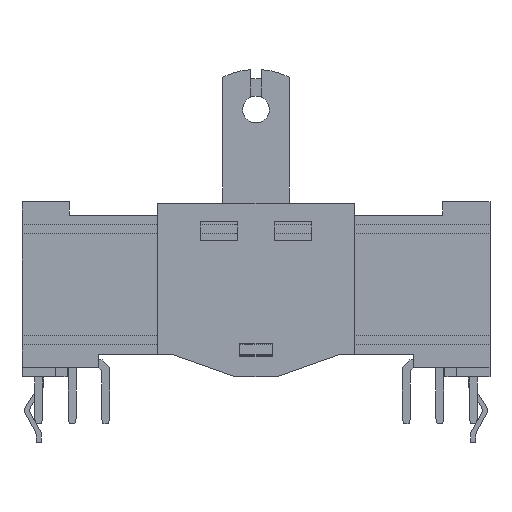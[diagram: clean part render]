
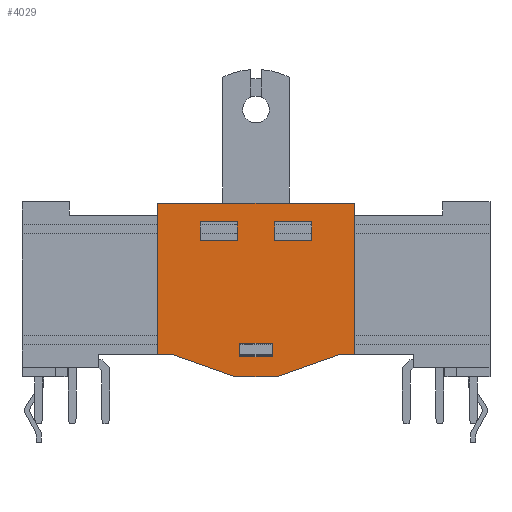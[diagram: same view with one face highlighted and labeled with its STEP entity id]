
A CAD part, front view. The second image highlights one B-rep face of the part: STEP entity #4029.
In plain terms, the highlighted planar face has unit normal (0, -1, 0).
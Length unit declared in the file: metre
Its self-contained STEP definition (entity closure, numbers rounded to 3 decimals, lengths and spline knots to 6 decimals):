
#142=ORIENTED_EDGE('',*,*,#1291,.T.);
#143=ORIENTED_EDGE('',*,*,#1292,.T.);
#144=ORIENTED_EDGE('',*,*,#1293,.F.);
#145=ORIENTED_EDGE('',*,*,#1294,.F.);
#146=ORIENTED_EDGE('',*,*,#1295,.F.);
#147=ORIENTED_EDGE('',*,*,#1296,.F.);
#148=ORIENTED_EDGE('',*,*,#1297,.T.);
#149=ORIENTED_EDGE('',*,*,#1298,.T.);
#150=ORIENTED_EDGE('',*,*,#1299,.T.);
#151=ORIENTED_EDGE('',*,*,#1300,.T.);
#152=ORIENTED_EDGE('',*,*,#1301,.T.);
#153=ORIENTED_EDGE('',*,*,#1302,.F.);
#154=ORIENTED_EDGE('',*,*,#1303,.T.);
#155=ORIENTED_EDGE('',*,*,#1304,.T.);
#156=ORIENTED_EDGE('',*,*,#1305,.F.);
#157=ORIENTED_EDGE('',*,*,#1306,.T.);
#158=ORIENTED_EDGE('',*,*,#1307,.T.);
#159=ORIENTED_EDGE('',*,*,#1308,.T.);
#160=ORIENTED_EDGE('',*,*,#1309,.F.);
#161=ORIENTED_EDGE('',*,*,#1310,.F.);
#1291=EDGE_CURVE('',#1862,#1863,#2249,.T.);
#1292=EDGE_CURVE('',#1863,#1864,#2250,.T.);
#1293=EDGE_CURVE('',#1865,#1864,#2251,.T.);
#1294=EDGE_CURVE('',#1862,#1865,#2252,.T.);
#1295=EDGE_CURVE('',#1866,#1867,#2253,.T.);
#1296=EDGE_CURVE('',#1868,#1866,#2254,.T.);
#1297=EDGE_CURVE('',#1868,#1869,#2255,.T.);
#1298=EDGE_CURVE('',#1869,#1867,#2256,.T.);
#1299=EDGE_CURVE('',#1870,#1871,#2257,.T.);
#1300=EDGE_CURVE('',#1871,#1872,#2258,.T.);
#1301=EDGE_CURVE('',#1872,#1873,#2259,.T.);
#1302=EDGE_CURVE('',#1874,#1873,#2260,.T.);
#1303=EDGE_CURVE('',#1874,#1875,#2261,.T.);
#1304=EDGE_CURVE('',#1875,#1876,#2262,.T.);
#1305=EDGE_CURVE('',#1877,#1876,#2263,.T.);
#1306=EDGE_CURVE('',#1877,#1870,#2264,.T.);
#1307=EDGE_CURVE('',#1878,#1879,#2265,.T.);
#1308=EDGE_CURVE('',#1879,#1880,#2266,.T.);
#1309=EDGE_CURVE('',#1881,#1880,#2267,.T.);
#1310=EDGE_CURVE('',#1878,#1881,#2268,.T.);
#1862=VERTEX_POINT('',#6475);
#1863=VERTEX_POINT('',#6476);
#1864=VERTEX_POINT('',#6478);
#1865=VERTEX_POINT('',#6480);
#1866=VERTEX_POINT('',#6483);
#1867=VERTEX_POINT('',#6484);
#1868=VERTEX_POINT('',#6486);
#1869=VERTEX_POINT('',#6488);
#1870=VERTEX_POINT('',#6491);
#1871=VERTEX_POINT('',#6492);
#1872=VERTEX_POINT('',#6494);
#1873=VERTEX_POINT('',#6496);
#1874=VERTEX_POINT('',#6498);
#1875=VERTEX_POINT('',#6500);
#1876=VERTEX_POINT('',#6502);
#1877=VERTEX_POINT('',#6504);
#1878=VERTEX_POINT('',#6507);
#1879=VERTEX_POINT('',#6508);
#1880=VERTEX_POINT('',#6510);
#1881=VERTEX_POINT('',#6512);
#2249=LINE('',#6474,#2795);
#2250=LINE('',#6477,#2796);
#2251=LINE('',#6479,#2797);
#2252=LINE('',#6481,#2798);
#2253=LINE('',#6482,#2799);
#2254=LINE('',#6485,#2800);
#2255=LINE('',#6487,#2801);
#2256=LINE('',#6489,#2802);
#2257=LINE('',#6490,#2803);
#2258=LINE('',#6493,#2804);
#2259=LINE('',#6495,#2805);
#2260=LINE('',#6497,#2806);
#2261=LINE('',#6499,#2807);
#2262=LINE('',#6501,#2808);
#2263=LINE('',#6503,#2809);
#2264=LINE('',#6505,#2810);
#2265=LINE('',#6506,#2811);
#2266=LINE('',#6509,#2812);
#2267=LINE('',#6511,#2813);
#2268=LINE('',#6513,#2814);
#2795=VECTOR('',#5409,1.);
#2796=VECTOR('',#5410,1.);
#2797=VECTOR('',#5411,1.);
#2798=VECTOR('',#5412,1.);
#2799=VECTOR('',#5413,1.);
#2800=VECTOR('',#5414,1.);
#2801=VECTOR('',#5415,1.);
#2802=VECTOR('',#5416,1.);
#2803=VECTOR('',#5417,1.);
#2804=VECTOR('',#5418,1.);
#2805=VECTOR('',#5419,1.);
#2806=VECTOR('',#5420,1.);
#2807=VECTOR('',#5421,1.);
#2808=VECTOR('',#5422,1.);
#2809=VECTOR('',#5423,1.);
#2810=VECTOR('',#5424,1.);
#2811=VECTOR('',#5425,1.);
#2812=VECTOR('',#5426,1.);
#2813=VECTOR('',#5427,1.);
#2814=VECTOR('',#5428,1.);
#3283=EDGE_LOOP('',(#142,#143,#144,#145));
#3284=EDGE_LOOP('',(#146,#147,#148,#149));
#3285=EDGE_LOOP('',(#150,#151,#152,#153,#154,#155,#156,#157));
#3286=EDGE_LOOP('',(#158,#159,#160,#161));
#3493=FACE_BOUND('',#3283,.T.);
#3494=FACE_BOUND('',#3284,.T.);
#3495=FACE_BOUND('',#3285,.T.);
#3496=FACE_BOUND('',#3286,.T.);
#3703=PLANE('',#5097);
#4029=ADVANCED_FACE('',(#3493,#3494,#3495,#3496),#3703,.F.);
#5097=AXIS2_PLACEMENT_3D('',#6473,#5407,#5408);
#5407=DIRECTION('',(0.,1.,0.));
#5408=DIRECTION('',(0.,0.,1.));
#5409=DIRECTION('',(1.,0.,0.));
#5410=DIRECTION('',(0.,0.,-1.));
#5411=DIRECTION('',(1.,0.,0.));
#5412=DIRECTION('',(0.,0.,-1.));
#5413=DIRECTION('',(0.,0.,-1.));
#5414=DIRECTION('',(-1.,0.,0.));
#5415=DIRECTION('',(0.,0.,-1.));
#5416=DIRECTION('',(-1.,0.,0.));
#5417=DIRECTION('',(0.,0.,-1.));
#5418=DIRECTION('',(1.,0.,0.));
#5419=DIRECTION('',(0.944,0.,-0.331));
#5420=DIRECTION('',(-1.,0.,0.));
#5421=DIRECTION('',(0.944,0.,0.331));
#5422=DIRECTION('',(1.,0.,0.));
#5423=DIRECTION('',(0.,0.,-1.));
#5424=DIRECTION('',(-1.,0.,0.));
#5425=DIRECTION('',(1.,0.,0.));
#5426=DIRECTION('',(0.,0.,-1.));
#5427=DIRECTION('',(1.,0.,0.));
#5428=DIRECTION('',(0.,0.,-1.));
#6473=CARTESIAN_POINT('',(0.00735,-0.0045,-0.0004));
#6474=CARTESIAN_POINT('',(-0.000605,-0.0045,-0.0044));
#6475=CARTESIAN_POINT('',(-0.00121,-0.0045,-0.0044));
#6476=CARTESIAN_POINT('',(0.00121,-0.0045,-0.0044));
#6477=CARTESIAN_POINT('',(0.00121,-0.0045,-0.0049));
#6478=CARTESIAN_POINT('',(0.00121,-0.0045,-0.0054));
#6479=CARTESIAN_POINT('',(-0.000605,-0.0045,-0.0054));
#6480=CARTESIAN_POINT('',(-0.00121,-0.0045,-0.0054));
#6481=CARTESIAN_POINT('',(-0.00121,-0.0045,-0.0049));
#6482=CARTESIAN_POINT('',(0.0014,-0.0045,0.004));
#6483=CARTESIAN_POINT('',(0.0014,-0.0045,0.0047));
#6484=CARTESIAN_POINT('',(0.0014,-0.0045,0.0033));
#6485=CARTESIAN_POINT('',(0.00279,-0.0045,0.0047));
#6486=CARTESIAN_POINT('',(0.00418,-0.0045,0.0047));
#6487=CARTESIAN_POINT('',(0.00418,-0.0045,0.004));
#6488=CARTESIAN_POINT('',(0.00418,-0.0045,0.0033));
#6489=CARTESIAN_POINT('',(0.00279,-0.0045,0.0033));
#6490=CARTESIAN_POINT('',(-0.00735,-0.0045,-0.0004));
#6491=CARTESIAN_POINT('',(-0.00735,-0.0045,0.0061));
#6492=CARTESIAN_POINT('',(-0.00735,-0.0045,-0.0052));
#6493=CARTESIAN_POINT('',(-0.00685,-0.0045,-0.0052));
#6494=CARTESIAN_POINT('',(-0.00635,-0.0045,-0.0052));
#6495=CARTESIAN_POINT('',(-0.003925,-0.0045,-0.00605));
#6496=CARTESIAN_POINT('',(-0.0015,-0.0045,-0.0069));
#6497=CARTESIAN_POINT('',(0.00735,-0.0045,-0.0069));
#6498=CARTESIAN_POINT('',(0.0015,-0.0045,-0.0069));
#6499=CARTESIAN_POINT('',(0.003925,-0.0045,-0.00605));
#6500=CARTESIAN_POINT('',(0.00635,-0.0045,-0.0052));
#6501=CARTESIAN_POINT('',(0.00685,-0.0045,-0.0052));
#6502=CARTESIAN_POINT('',(0.00735,-0.0045,-0.0052));
#6503=CARTESIAN_POINT('',(0.00735,-0.0045,-0.0004));
#6504=CARTESIAN_POINT('',(0.00735,-0.0045,0.0061));
#6505=CARTESIAN_POINT('',(0.00735,-0.0045,0.0061));
#6506=CARTESIAN_POINT('',(-0.00279,-0.0045,0.0047));
#6507=CARTESIAN_POINT('',(-0.00418,-0.0045,0.0047));
#6508=CARTESIAN_POINT('',(-0.0014,-0.0045,0.0047));
#6509=CARTESIAN_POINT('',(-0.0014,-0.0045,0.004));
#6510=CARTESIAN_POINT('',(-0.0014,-0.0045,0.0033));
#6511=CARTESIAN_POINT('',(-0.00279,-0.0045,0.0033));
#6512=CARTESIAN_POINT('',(-0.00418,-0.0045,0.0033));
#6513=CARTESIAN_POINT('',(-0.00418,-0.0045,0.004));
